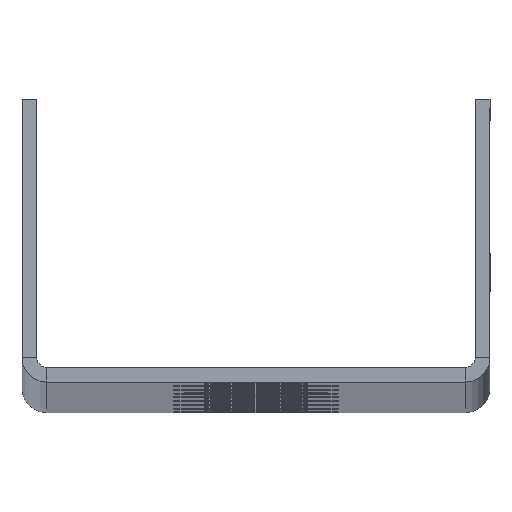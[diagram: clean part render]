
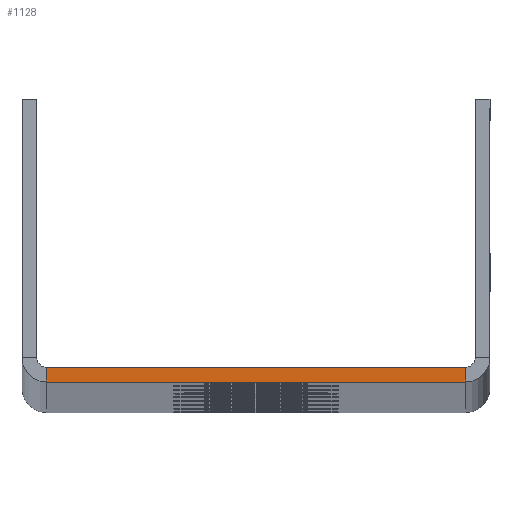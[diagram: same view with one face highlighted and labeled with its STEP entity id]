
A CAD part, top view. The second image highlights one B-rep face of the part: STEP entity #1128.
In plain terms, the highlighted planar face has unit normal (0, 0, 1).
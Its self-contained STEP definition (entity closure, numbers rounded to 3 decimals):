
#1128 = ADVANCED_FACE ( 'NONE', ( #5299 ), #5515, .T. ) ;
#1808 = VERTEX_POINT ( 'NONE', #6907 ) ;
#1815 = VERTEX_POINT ( 'NONE', #8707 ) ;
#1817 = VERTEX_POINT ( 'NONE', #8709 ) ;
#1818 = VERTEX_POINT ( 'NONE', #8710 ) ;
#4174 = LINE ( 'NONE', #6052, #4226 ) ;
#4226 = VECTOR ( 'NONE', #6045, 1000. ) ;
#4240 = LINE ( 'NONE', #6080, #4244 ) ;
#4244 = VECTOR ( 'NONE', #6092, 1000. ) ;
#4246 = LINE ( 'NONE', #6088, #4250 ) ;
#4250 = VECTOR ( 'NONE', #6102, 1000. ) ;
#4253 = LINE ( 'NONE', #6095, #4255 ) ;
#4255 = VECTOR ( 'NONE', #6107, 1000. ) ;
#5299 = FACE_OUTER_BOUND ( 'NONE', #10345, .T. ) ;
#5498 = CARTESIAN_POINT ( 'NONE',  ( 24., 29., 1800. ) ) ;
#5511 = DIRECTION ( 'NONE',  ( 1., 0., 0. ) ) ;
#5512 = DIRECTION ( 'NONE',  ( 0., 0., 1. ) ) ;
#5515 = PLANE ( 'NONE',  #7366 ) ;
#6045 = DIRECTION ( 'NONE',  ( -1., 0., 0. ) ) ;
#6052 = CARTESIAN_POINT ( 'NONE',  ( 24., 0., 1800. ) ) ;
#6080 = CARTESIAN_POINT ( 'NONE',  ( -21.5, 1.5, 1800. ) ) ;
#6088 = CARTESIAN_POINT ( 'NONE',  ( 21.5, 0., 1800. ) ) ;
#6092 = DIRECTION ( 'NONE',  ( 0., -1., 0. ) ) ;
#6095 = CARTESIAN_POINT ( 'NONE',  ( 21.5, 1.5, 1800. ) ) ;
#6102 = DIRECTION ( 'NONE',  ( 0., 1., 0. ) ) ;
#6107 = DIRECTION ( 'NONE',  ( 1., 0., 0. ) ) ;
#6907 = CARTESIAN_POINT ( 'NONE',  ( -21.5, 1.5, 1800. ) ) ;
#7366 = AXIS2_PLACEMENT_3D ( 'NONE', #5498, #5512, #5511 ) ;
#8573 = EDGE_CURVE ( 'NONE', #1817, #1818, #4174, .T. ) ;
#8586 = EDGE_CURVE ( 'NONE', #1808, #1818, #4240, .T. ) ;
#8590 = EDGE_CURVE ( 'NONE', #1817, #1815, #4246, .T. ) ;
#8593 = EDGE_CURVE ( 'NONE', #1808, #1815, #4253, .T. ) ;
#8707 = CARTESIAN_POINT ( 'NONE',  ( 21.5, 1.5, 1800. ) ) ;
#8709 = CARTESIAN_POINT ( 'NONE',  ( 21.5, 0., 1800. ) ) ;
#8710 = CARTESIAN_POINT ( 'NONE',  ( -21.5, 0., 1800. ) ) ;
#10345 = EDGE_LOOP ( 'NONE', ( #10497, #10498, #10499, #10500 ) ) ;
#10497 = ORIENTED_EDGE ( 'NONE', *, *, #8593, .F. ) ;
#10498 = ORIENTED_EDGE ( 'NONE', *, *, #8586, .T. ) ;
#10499 = ORIENTED_EDGE ( 'NONE', *, *, #8573, .F. ) ;
#10500 = ORIENTED_EDGE ( 'NONE', *, *, #8590, .T. ) ;
